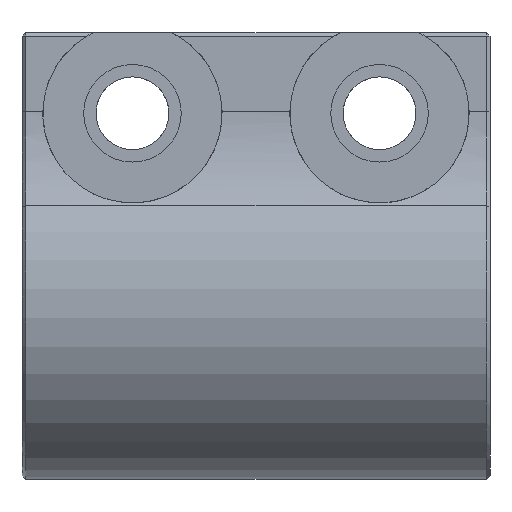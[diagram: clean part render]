
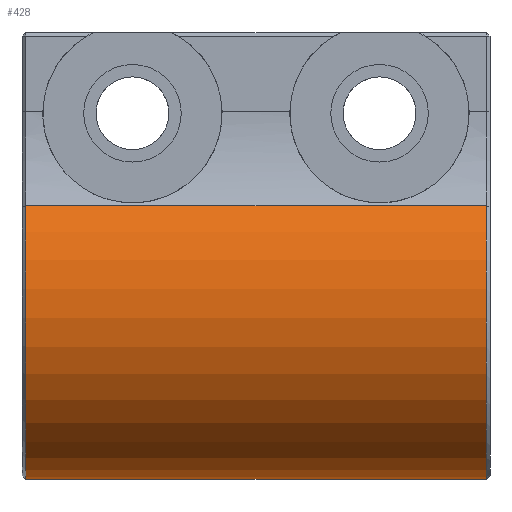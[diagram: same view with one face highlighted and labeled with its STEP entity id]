
A CAD part, left-side view. The second image highlights one B-rep face of the part: STEP entity #428.
In plain terms, the highlighted cylindrical face has radius 6.35 mm (diameter 12.7 mm), a partial arc.
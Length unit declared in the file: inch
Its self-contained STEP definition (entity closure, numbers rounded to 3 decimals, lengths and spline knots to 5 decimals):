
#9 = EDGE_CURVE ( 'NONE', #1993, #480, #561, .T. ) ;
#20 = DIRECTION ( 'NONE',  ( 0., 1., 0. ) ) ;
#75 = VECTOR ( 'NONE', #20, 39.37008 ) ;
#130 = CYLINDRICAL_SURFACE ( 'NONE', #241, 0.25 ) ;
#183 = FACE_OUTER_BOUND ( 'NONE', #721, .T. ) ;
#241 = AXIS2_PLACEMENT_3D ( 'NONE', #1976, #1358, #732 ) ;
#318 = DIRECTION ( 'NONE',  ( 0., 0., 1. ) ) ;
#389 = ORIENTED_EDGE ( 'NONE', *, *, #887, .T. ) ;
#428 = ADVANCED_FACE ( 'NONE', ( #183 ), #130, .T. ) ;
#480 = VERTEX_POINT ( 'NONE', #674 ) ;
#530 = CIRCLE ( 'NONE', #812, 0.25 ) ;
#561 = CIRCLE ( 'NONE', #1056, 0.25 ) ;
#593 = CARTESIAN_POINT ( 'NONE',  ( 0., 0.005, -0.25 ) ) ;
#674 = CARTESIAN_POINT ( 'NONE',  ( -0.2125, 0.005, 0.1317 ) ) ;
#696 = LINE ( 'NONE', #1093, #1109 ) ;
#721 = EDGE_LOOP ( 'NONE', ( #1644, #389, #1446, #1153 ) ) ;
#732 = DIRECTION ( 'NONE',  ( 0., 0., -1. ) ) ;
#744 = CARTESIAN_POINT ( 'NONE',  ( -0.2125, 0.6475, 0.1317 ) ) ;
#755 = VERTEX_POINT ( 'NONE', #744 ) ;
#812 = AXIS2_PLACEMENT_3D ( 'NONE', #823, #1909, #980 ) ;
#823 = CARTESIAN_POINT ( 'NONE',  ( 0., 0.6475, 0. ) ) ;
#887 = EDGE_CURVE ( 'NONE', #901, #1993, #696, .T. ) ;
#901 = VERTEX_POINT ( 'NONE', #1568 ) ;
#965 = EDGE_CURVE ( 'NONE', #480, #755, #1373, .T. ) ;
#980 = DIRECTION ( 'NONE',  ( 0., 0., 1. ) ) ;
#1056 = AXIS2_PLACEMENT_3D ( 'NONE', #1562, #1723, #318 ) ;
#1093 = CARTESIAN_POINT ( 'NONE',  ( 0., 0.6525, -0.25 ) ) ;
#1109 = VECTOR ( 'NONE', #1246, 39.37008 ) ;
#1153 = ORIENTED_EDGE ( 'NONE', *, *, #965, .T. ) ;
#1246 = DIRECTION ( 'NONE',  ( 0., -1., 0. ) ) ;
#1358 = DIRECTION ( 'NONE',  ( 0., -1., 0. ) ) ;
#1373 = LINE ( 'NONE', #1890, #75 ) ;
#1411 = EDGE_CURVE ( 'NONE', #755, #901, #530, .T. ) ;
#1446 = ORIENTED_EDGE ( 'NONE', *, *, #9, .T. ) ;
#1562 = CARTESIAN_POINT ( 'NONE',  ( 0., 0.005, 0. ) ) ;
#1568 = CARTESIAN_POINT ( 'NONE',  ( 0., 0.6475, -0.25 ) ) ;
#1644 = ORIENTED_EDGE ( 'NONE', *, *, #1411, .T. ) ;
#1723 = DIRECTION ( 'NONE',  ( 0., 1., 0. ) ) ;
#1890 = CARTESIAN_POINT ( 'NONE',  ( -0.2125, 0.6525, 0.1317 ) ) ;
#1909 = DIRECTION ( 'NONE',  ( 0., -1., 0. ) ) ;
#1976 = CARTESIAN_POINT ( 'NONE',  ( 0., 0.6525, 0. ) ) ;
#1993 = VERTEX_POINT ( 'NONE', #593 ) ;
